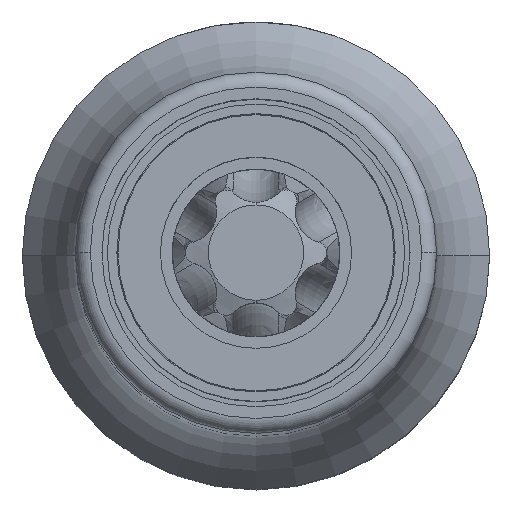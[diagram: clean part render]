
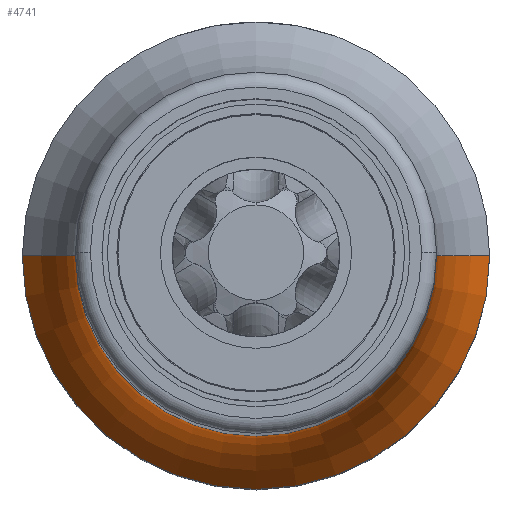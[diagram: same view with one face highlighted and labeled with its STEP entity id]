
A CAD part, top view. The second image highlights one B-rep face of the part: STEP entity #4741.
In plain terms, the highlighted toroidal (fillet/blend) face has major radius 18.5 mm and minor radius 10 mm.
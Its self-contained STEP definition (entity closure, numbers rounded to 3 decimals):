
#4211=CARTESIAN_POINT('',(0.,0.,17.2));
#4212=DIRECTION('',(0.,0.,1.));
#4213=DIRECTION('',(1.,0.,0.));
#4214=AXIS2_PLACEMENT_3D('',#4211,#4212,#4213);
#4219=CARTESIAN_POINT('',(18.5,0.,
23.814));
#4220=DIRECTION('',(0.,1.,0.));
#4221=DIRECTION('',(-0.75,0.,-0.661));
#4222=AXIS2_PLACEMENT_3D('',#4219,#4220,#4221);
#4227=CARTESIAN_POINT('',(-18.5,0.,
23.814));
#4228=DIRECTION('',(0.,-1.,0.));
#4229=DIRECTION('',(0.75,0.,-0.661));
#4230=AXIS2_PLACEMENT_3D('',#4227,#4228,#4229);
#4436=CARTESIAN_POINT('',(0.,0.,23.814));
#4437=DIRECTION('',(0.,0.,1.));
#4438=DIRECTION('',(1.,0.,0.));
#4439=AXIS2_PLACEMENT_3D('',#4436,#4437,#4438);
#4451=CARTESIAN_POINT('',(-11.,0.,17.2));
#4452=CARTESIAN_POINT('',(11.,0.,17.2));
#4453=VERTEX_POINT('',#4451);
#4454=VERTEX_POINT('',#4452);
#4455=CARTESIAN_POINT('',(-8.5,0.,23.814));
#4456=CARTESIAN_POINT('',(8.5,0.,23.814));
#4457=VERTEX_POINT('',#4455);
#4458=VERTEX_POINT('',#4456);
#4727=CARTESIAN_POINT('',(0.,0.,23.814));
#4728=DIRECTION('',(0.,0.,1.));
#4729=DIRECTION('',(1.,0.,0.));
#4730=AXIS2_PLACEMENT_3D('',#4727,#4728,#4729);
#4731=TOROIDAL_SURFACE('',#4730,18.5,10.);
#4732=ORIENTED_EDGE('',*,*,#4721,.F.);
#4734=ORIENTED_EDGE('',*,*,#4733,.T.);
#4736=ORIENTED_EDGE('',*,*,#4735,.T.);
#4738=ORIENTED_EDGE('',*,*,#4737,.F.);
#4739=EDGE_LOOP('',(#4732,#4734,#4736,#4738));
#4740=FACE_OUTER_BOUND('',#4739,.F.);
#4741=ADVANCED_FACE('',(#4740),#4731,.F.);
#4215=CIRCLE('',#4214,11.);
#4223=CIRCLE('',#4222,10.);
#4231=CIRCLE('',#4230,10.);
#4440=CIRCLE('',#4439,8.5);
#4721=EDGE_CURVE('',#4454,#4453,#4215,.T.);
#4733=EDGE_CURVE('',#4454,#4458,#4223,.T.);
#4735=EDGE_CURVE('',#4458,#4457,#4440,.T.);
#4737=EDGE_CURVE('',#4453,#4457,#4231,.T.);
